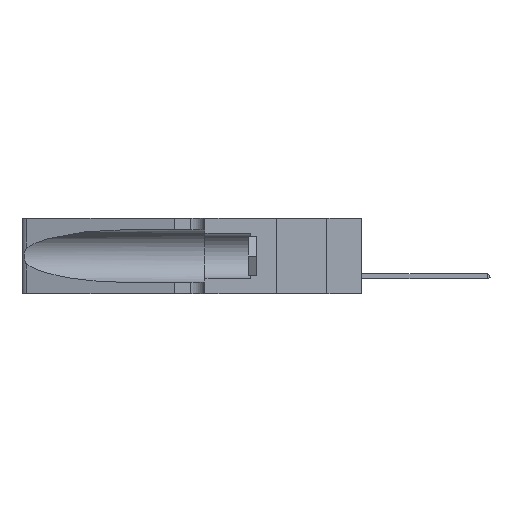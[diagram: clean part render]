
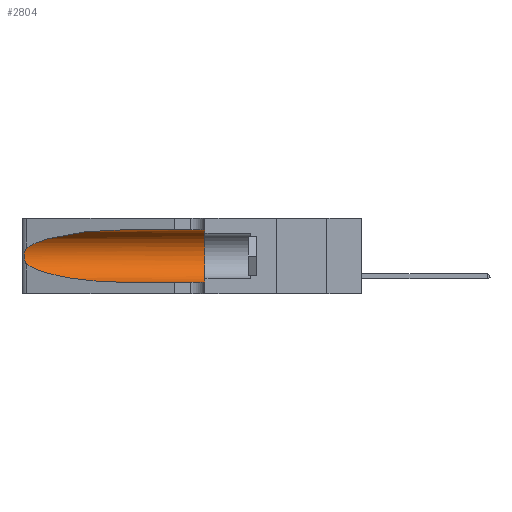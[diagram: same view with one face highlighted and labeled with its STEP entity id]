
A CAD part, left-side view. The second image highlights one B-rep face of the part: STEP entity #2804.
In plain terms, the highlighted cylindrical face has radius 3.308 mm (diameter 6.617 mm), a partial arc.
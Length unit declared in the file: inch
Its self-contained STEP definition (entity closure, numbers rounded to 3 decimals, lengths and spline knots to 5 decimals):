
#254 = EDGE_CURVE ( 'NONE', #18611, #4998, #22723, .T. ) ;
#292 = EDGE_CURVE ( 'NONE', #4998, #14125, #22003, .T. ) ;
#412 = VERTEX_POINT ( 'NONE', #12698 ) ;
#1861 = CARTESIAN_POINT ( 'NONE',  ( 0.25787, 1.23484, 0.2124 ) ) ;
#2181 = CARTESIAN_POINT ( 'NONE',  ( 0.1305, 1.61858, 0.05475 ) ) ;
#2804 = ADVANCED_FACE ( 'NONE', ( #13588 ), #7822, .F. ) ;
#2882 = VERTEX_POINT ( 'NONE', #4513 ) ;
#2997 = ORIENTED_EDGE ( 'NONE', *, *, #254, .T. ) ;
#3377 = CARTESIAN_POINT ( 'NONE',  ( 0.25487, 1.22718, 0.22369 ) ) ;
#3411 = CARTESIAN_POINT ( 'NONE',  ( 0.25487, 1.22718, 0.14631 ) ) ;
#3576 = CARTESIAN_POINT ( 'NONE',  ( 0.25555, 1.22993, 0.14849 ) ) ;
#3729 = LINE ( 'NONE', #14344, #19097 ) ;
#3815 = AXIS2_PLACEMENT_3D ( 'NONE', #3908, #5688, #21296 ) ;
#3908 = CARTESIAN_POINT ( 'NONE',  ( 0.1305, 0.35, 0.185 ) ) ;
#4510 = CARTESIAN_POINT ( 'NONE',  ( 0.25854, 1.2359, 0.20912 ) ) ;
#4513 = CARTESIAN_POINT ( 'NONE',  ( 0.1305, 0.35, 0.31525 ) ) ;
#4998 = VERTEX_POINT ( 'NONE', #3411 ) ;
#5259 = CARTESIAN_POINT ( 'NONE',  ( 0.25487, 1.22718, 0.14631 ) ) ;
#5688 = DIRECTION ( 'NONE',  ( 0., 1., 0. ) ) ;
#6317 = CARTESIAN_POINT ( 'NONE',  ( 0.1305, 0.72297, 0.05475 ) ) ;
#6406 = EDGE_LOOP ( 'NONE', ( #20519, #2997, #15971, #17653, #15755, #7788 ) ) ;
#6899 = CARTESIAN_POINT ( 'NONE',  ( 0.25789, 1.23486, 0.15765 ) ) ;
#7672 = CARTESIAN_POINT ( 'NONE',  ( 0.1305, 0.72297, 0.31525 ) ) ;
#7788 = ORIENTED_EDGE ( 'NONE', *, *, #15982, .F. ) ;
#7822 = CYLINDRICAL_SURFACE ( 'NONE', #7891, 0.13025 ) ;
#7891 = AXIS2_PLACEMENT_3D ( 'NONE', #21911, #18542, #12038 ) ;
#8887 = CARTESIAN_POINT ( 'NONE',  ( 0.18966, 0.96281, 0.05475 ) ) ;
#9787 = EDGE_CURVE ( 'NONE', #412, #18611, #17242, .T. ) ;
#9847 = CARTESIAN_POINT ( 'NONE',  ( 0.26018, 1.23835, 0.19895 ) ) ;
#10305 = CIRCLE ( 'NONE', #3815, 0.13025 ) ;
#10417 = CARTESIAN_POINT ( 'NONE',  ( 0.25856, 1.23593, 0.16098 ) ) ;
#10536 = CARTESIAN_POINT ( 'NONE',  ( 0.25487, 1.22718, 0.22369 ) ) ;
#10636 = CARTESIAN_POINT ( 'NONE',  ( 0.1305, 0.35, 0.05475 ) ) ;
#11831 = CARTESIAN_POINT ( 'NONE',  ( 0.26017, 1.23833, 0.17102 ) ) ;
#12038 = DIRECTION ( 'NONE',  ( 0., 0., -1. ) ) ;
#12698 = CARTESIAN_POINT ( 'NONE',  ( 0.1305, 0.72297, 0.31525 ) ) ;
#13006 = CARTESIAN_POINT ( 'NONE',  ( 0.26075, 1.23896, 0.178 ) ) ;
#13588 = FACE_OUTER_BOUND ( 'NONE', #6406, .T. ) ;
#13595 = VECTOR ( 'NONE', #14512, 39.37008 ) ;
#13860 = CARTESIAN_POINT ( 'NONE',  ( 0.25639, 1.23186, 0.15144 ) ) ;
#14114 = DIRECTION ( 'NONE',  ( 0., -1., 0. ) ) ;
#14125 = VERTEX_POINT ( 'NONE', #6317 ) ;
#14344 = CARTESIAN_POINT ( 'NONE',  ( 0.1305, 1.61858, 0.31525 ) ) ;
#14512 = DIRECTION ( 'NONE',  ( 0., -1., 0. ) ) ;
#15420 = CARTESIAN_POINT ( 'NONE',  ( 0.25487, 1.22718, 0.22369 ) ) ;
#15755 = ORIENTED_EDGE ( 'NONE', *, *, #17148, .F. ) ;
#15971 = ORIENTED_EDGE ( 'NONE', *, *, #292, .T. ) ;
#15982 = EDGE_CURVE ( 'NONE', #412, #2882, #3729, .T. ) ;
#16571 = LINE ( 'NONE', #2181, #13595 ) ;
#16686 = CARTESIAN_POINT ( 'NONE',  ( 0.18966, 0.96281, 0.31525 ) ) ;
#16767 = CARTESIAN_POINT ( 'NONE',  ( 0.26075, 1.23896, 0.19203 ) ) ;
#17148 = EDGE_CURVE ( 'NONE', #2882, #18651, #10305, .T. ) ;
#17221 = EDGE_CURVE ( 'NONE', #14125, #18651, #16571, .T. ) ;
#17242 =( BOUNDED_CURVE ( )  B_SPLINE_CURVE ( 3, ( #7672, #16686, #20379, #15420 ),
 .UNSPECIFIED., .F., .F. ) 
 B_SPLINE_CURVE_WITH_KNOTS ( ( 4, 4 ),
 ( 1.5708, 2.84003 ),
 .UNSPECIFIED. ) 
 CURVE ( )  GEOMETRIC_REPRESENTATION_ITEM ( )  RATIONAL_B_SPLINE_CURVE ( ( 1., 0.87, 0.87, 1. ) ) 
 REPRESENTATION_ITEM ( '' )  );
#17653 = ORIENTED_EDGE ( 'NONE', *, *, #17221, .T. ) ;
#18542 = DIRECTION ( 'NONE',  ( 0., -1., 0. ) ) ;
#18611 = VERTEX_POINT ( 'NONE', #10536 ) ;
#18651 = VERTEX_POINT ( 'NONE', #10636 ) ;
#19097 = VECTOR ( 'NONE', #14114, 39.37008 ) ;
#19238 = CARTESIAN_POINT ( 'NONE',  ( 0.25639, 1.23184, 0.21858 ) ) ;
#19361 = CARTESIAN_POINT ( 'NONE',  ( 0.2373, 1.15595, 0.08982 ) ) ;
#20379 = CARTESIAN_POINT ( 'NONE',  ( 0.2373, 1.15595, 0.28018 ) ) ;
#20519 = ORIENTED_EDGE ( 'NONE', *, *, #9787, .T. ) ;
#20808 = CARTESIAN_POINT ( 'NONE',  ( 0.25487, 1.22718, 0.14631 ) ) ;
#20906 = CARTESIAN_POINT ( 'NONE',  ( 0.25555, 1.22994, 0.2215 ) ) ;
#21023 = CARTESIAN_POINT ( 'NONE',  ( 0.1305, 0.72297, 0.05475 ) ) ;
#21296 = DIRECTION ( 'NONE',  ( 0., 0., 1. ) ) ;
#21911 = CARTESIAN_POINT ( 'NONE',  ( 0.1305, 1.61858, 0.185 ) ) ;
#22003 =( BOUNDED_CURVE ( )  B_SPLINE_CURVE ( 3, ( #5259, #19361, #8887, #21023 ),
 .UNSPECIFIED., .F., .F. ) 
 B_SPLINE_CURVE_WITH_KNOTS ( ( 4, 4 ),
 ( 3.44316, 4.71239 ),
 .UNSPECIFIED. ) 
 CURVE ( )  GEOMETRIC_REPRESENTATION_ITEM ( )  RATIONAL_B_SPLINE_CURVE ( ( 1., 0.87, 0.87, 1. ) ) 
 REPRESENTATION_ITEM ( '' )  );
#22723 = B_SPLINE_CURVE_WITH_KNOTS ( 'NONE', 3,
 ( #3377, #20906, #19238, #1861, #4510, #9847, #16767, #13006, #11831, #10417, #6899, #13860, #3576, #20808 ),
 .UNSPECIFIED., .F., .F.,
 ( 4, 2, 2, 2, 2, 2, 4 ),
 ( 0., 0.00027, 0.00053, 0.00107, 0.0016, 0.00187, 0.00214 ),
 .UNSPECIFIED. ) ;
